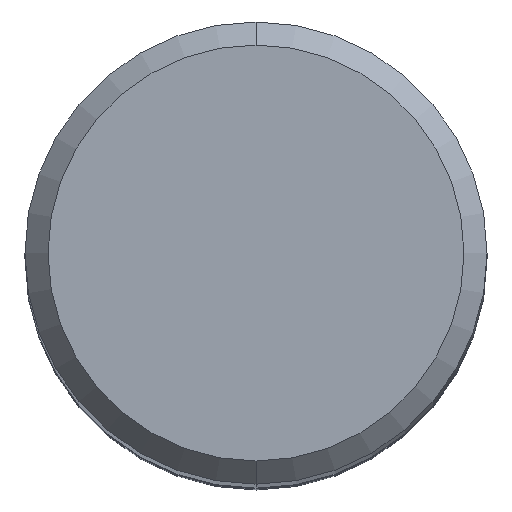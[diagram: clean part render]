
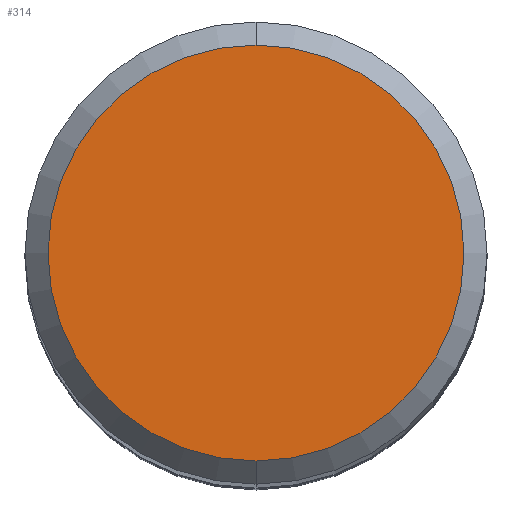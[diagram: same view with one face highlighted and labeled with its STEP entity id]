
A CAD part, top view. The second image highlights one B-rep face of the part: STEP entity #314.
In plain terms, the highlighted planar face has unit normal (0, 0, 1).
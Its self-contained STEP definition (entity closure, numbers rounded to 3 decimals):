
#242=EDGE_CURVE('',#388,#328,#581,.T.);
#314=ADVANCED_FACE('',(#663),#664,.T.);
#328=VERTEX_POINT('',#678);
#344=EDGE_CURVE('',#328,#388,#695,.T.);
#388=VERTEX_POINT('',#745);
#581=CIRCLE('',#952,4.5);
#663=FACE_OUTER_BOUND('',#1155,.T.);
#664=PLANE('',#1156);
#678=CARTESIAN_POINT('',(0.,-4.5,0.0));
#695=CIRCLE('',#1199,4.5);
#745=CARTESIAN_POINT('',(0.0,4.5,0.0));
#952=AXIS2_PLACEMENT_3D('',#1668,#1669,#1670);
#1155=EDGE_LOOP('',(#1756,#1757));
#1156=AXIS2_PLACEMENT_3D('',#1758,#1759,#1760);
#1199=AXIS2_PLACEMENT_3D('',#1782,#1783,#1784);
#1668=CARTESIAN_POINT('',(0.0,0.0,0.0));
#1669=DIRECTION('',(0.0,0.0,-1.0));
#1670=DIRECTION('',(0.0,1.0,0.0));
#1756=ORIENTED_EDGE('',*,*,#242,.F.);
#1757=ORIENTED_EDGE('',*,*,#344,.F.);
#1758=CARTESIAN_POINT('',(0.0,2.25,0.0));
#1759=DIRECTION('',(-0.0,0.0,1.0));
#1760=DIRECTION('',(0.0,-1.0,0.0));
#1782=CARTESIAN_POINT('',(0.0,0.0,0.0));
#1783=DIRECTION('',(0.0,0.0,-1.0));
#1784=DIRECTION('',(0.0,1.0,0.0));
